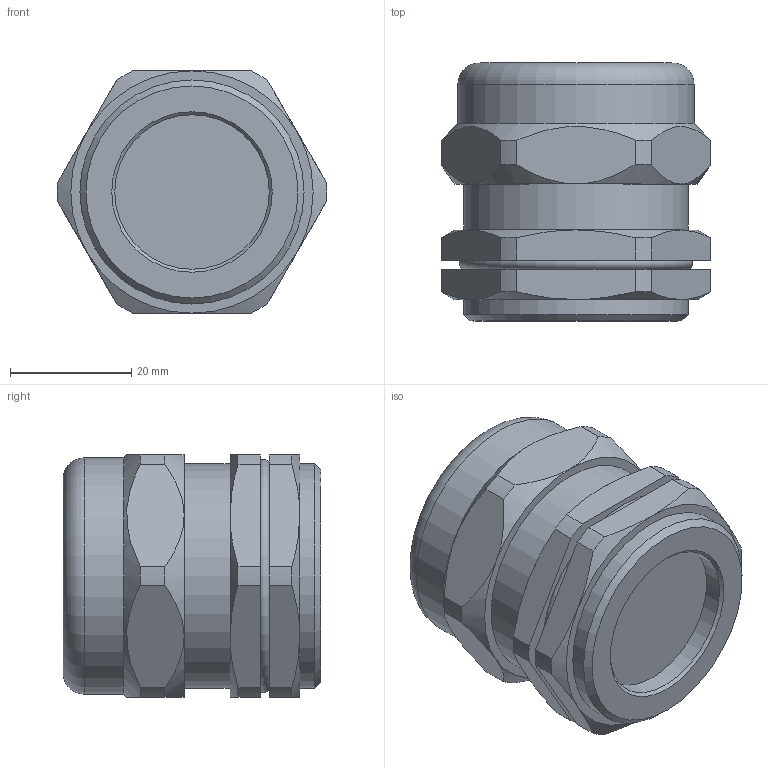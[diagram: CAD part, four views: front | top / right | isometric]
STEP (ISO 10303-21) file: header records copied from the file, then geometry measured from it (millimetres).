
FILE_DESCRIPTION(/* description */ (''),/* implementation_level */ '2;1');
FILE_NAME(/* name */ 'ГОФРОМАТИК ВК-НР-PG29-25-L10.stp',/* time_stamp */ '2023-05-17T15:55:41+07:00',/* author */ ('zeta-09'),/* organization */ (''),/* preprocessor_version */ 'ST-DEVELOPER v18.1',/* originating_system */ 'Autodesk Inventor 2021',/* authorisation */ '');
FILE_SCHEMA (('AUTOMOTIVE_DESIGN { 1 0 10303 214 3 1 1 }'));
Length unit declared in the file: millimetre
Products named in the file (1): Деталь2
Bounding box: 44.49 x 42.58 x 40 mm (x, y, z)
Volume: 50264.8 mm3; surface area: 9341.2 mm2
Topology: 1 solids, 1 shells, 78 faces, 184 edges, 115 vertices
Faces by surface type: plane 28, cylinder 24, cone 22, torus 4
Full cylindrical faces by diameter (mm): 25.5 x1, 35 x1, 35.5 x1, 37 x2, 39 x1
Entity records: 2352 total; most frequent: CARTESIAN_POINT 462, DIRECTION 384, ORIENTED_EDGE 368, EDGE_CURVE 184, AXIS2_PLACEMENT_3D 163, VERTEX_POINT 115, EDGE_LOOP 86, CIRCLE 84
